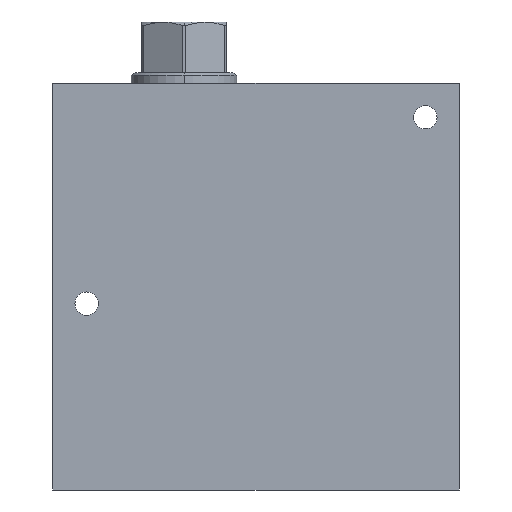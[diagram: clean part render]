
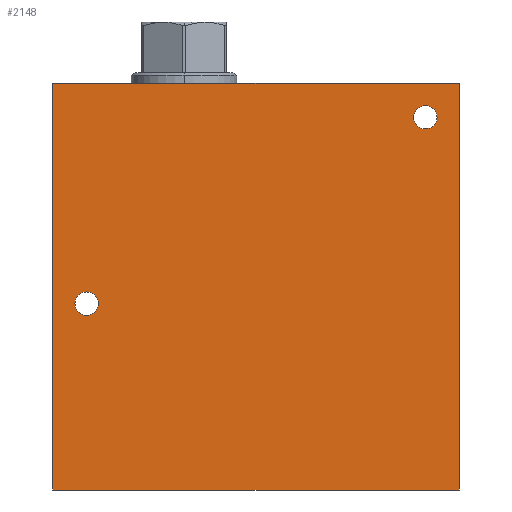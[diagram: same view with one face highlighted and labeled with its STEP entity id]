
A CAD part, front view. The second image highlights one B-rep face of the part: STEP entity #2148.
In plain terms, the highlighted planar face has unit normal (0, -1, 0).
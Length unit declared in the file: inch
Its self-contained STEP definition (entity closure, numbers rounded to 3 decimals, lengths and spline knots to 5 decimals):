
#5=DIRECTION('',(1.,0.,0.));
#6=VECTOR('',#5,6.);
#7=CARTESIAN_POINT('',(0.,-2.625,0.));
#8=LINE('',#7,#6);
#65=DIRECTION('',(0.,0.,1.));
#66=VECTOR('',#65,6.);
#67=CARTESIAN_POINT('',(6.,-2.625,0.));
#68=LINE('',#67,#66);
#99=DIRECTION('',(0.,0.,1.));
#100=VECTOR('',#99,6.);
#101=CARTESIAN_POINT('',(0.,-2.625,0.));
#102=LINE('',#101,#100);
#103=CARTESIAN_POINT('',(0.5,-2.625,2.75));
#104=DIRECTION('',(0.,1.,0.));
#105=DIRECTION('',(0.,0.,-1.));
#106=AXIS2_PLACEMENT_3D('',#103,#104,#105);
#108=CARTESIAN_POINT('',(0.5,-2.625,2.75));
#109=DIRECTION('',(0.,1.,0.));
#110=DIRECTION('',(0.,0.,1.));
#111=AXIS2_PLACEMENT_3D('',#108,#109,#110);
#113=CARTESIAN_POINT('',(5.5,-2.625,5.5));
#114=DIRECTION('',(0.,1.,0.));
#115=DIRECTION('',(0.,0.,-1.));
#116=AXIS2_PLACEMENT_3D('',#113,#114,#115);
#118=CARTESIAN_POINT('',(5.5,-2.625,5.5));
#119=DIRECTION('',(0.,1.,0.));
#120=DIRECTION('',(0.,0.,1.));
#121=AXIS2_PLACEMENT_3D('',#118,#119,#120);
#135=DIRECTION('',(1.,0.,0.));
#136=VECTOR('',#135,6.);
#137=CARTESIAN_POINT('',(0.,-2.625,6.));
#138=LINE('',#137,#136);
#1714=CARTESIAN_POINT('',(0.,-2.625,0.));
#1716=VERTEX_POINT('',#1714);
#1717=CARTESIAN_POINT('',(6.,-2.625,0.));
#1718=VERTEX_POINT('',#1717);
#1722=CARTESIAN_POINT('',(0.,-2.625,6.));
#1724=VERTEX_POINT('',#1722);
#1725=CARTESIAN_POINT('',(6.,-2.625,6.));
#1726=VERTEX_POINT('',#1725);
#1905=CARTESIAN_POINT('',(0.5,-2.625,2.578));
#1906=CARTESIAN_POINT('',(0.5,-2.625,2.922));
#1907=VERTEX_POINT('',#1905);
#1908=VERTEX_POINT('',#1906);
#1917=CARTESIAN_POINT('',(5.5,-2.625,5.328));
#1918=CARTESIAN_POINT('',(5.5,-2.625,5.672));
#1919=VERTEX_POINT('',#1917);
#1920=VERTEX_POINT('',#1918);
#2124=CARTESIAN_POINT('',(0.,-2.625,0.));
#2125=DIRECTION('',(0.,-1.,0.));
#2126=DIRECTION('',(1.,0.,0.));
#2127=AXIS2_PLACEMENT_3D('',#2124,#2125,#2126);
#2128=PLANE('',#2127);
#2129=ORIENTED_EDGE('',*,*,#2030,.F.);
#2130=ORIENTED_EDGE('',*,*,#2049,.T.);
#2132=ORIENTED_EDGE('',*,*,#2131,.T.);
#2133=ORIENTED_EDGE('',*,*,#2098,.F.);
#2134=EDGE_LOOP('',(#2129,#2130,#2132,#2133));
#2135=FACE_OUTER_BOUND('',#2134,.F.);
#2137=ORIENTED_EDGE('',*,*,#2136,.F.);
#2139=ORIENTED_EDGE('',*,*,#2138,.F.);
#2140=EDGE_LOOP('',(#2137,#2139));
#2141=FACE_BOUND('',#2140,.F.);
#2143=ORIENTED_EDGE('',*,*,#2142,.F.);
#2145=ORIENTED_EDGE('',*,*,#2144,.F.);
#2146=EDGE_LOOP('',(#2143,#2145));
#2147=FACE_BOUND('',#2146,.F.);
#2148=ADVANCED_FACE('',(#2135,#2141,#2147),#2128,.T.);
#107=CIRCLE('',#106,0.172);
#112=CIRCLE('',#111,0.172);
#117=CIRCLE('',#116,0.172);
#122=CIRCLE('',#121,0.172);
#2030=EDGE_CURVE('',#1716,#1718,#8,.T.);
#2049=EDGE_CURVE('',#1716,#1724,#102,.T.);
#2098=EDGE_CURVE('',#1718,#1726,#68,.T.);
#2131=EDGE_CURVE('',#1724,#1726,#138,.T.);
#2136=EDGE_CURVE('',#1907,#1908,#107,.T.);
#2138=EDGE_CURVE('',#1908,#1907,#112,.T.);
#2142=EDGE_CURVE('',#1919,#1920,#117,.T.);
#2144=EDGE_CURVE('',#1920,#1919,#122,.T.);
